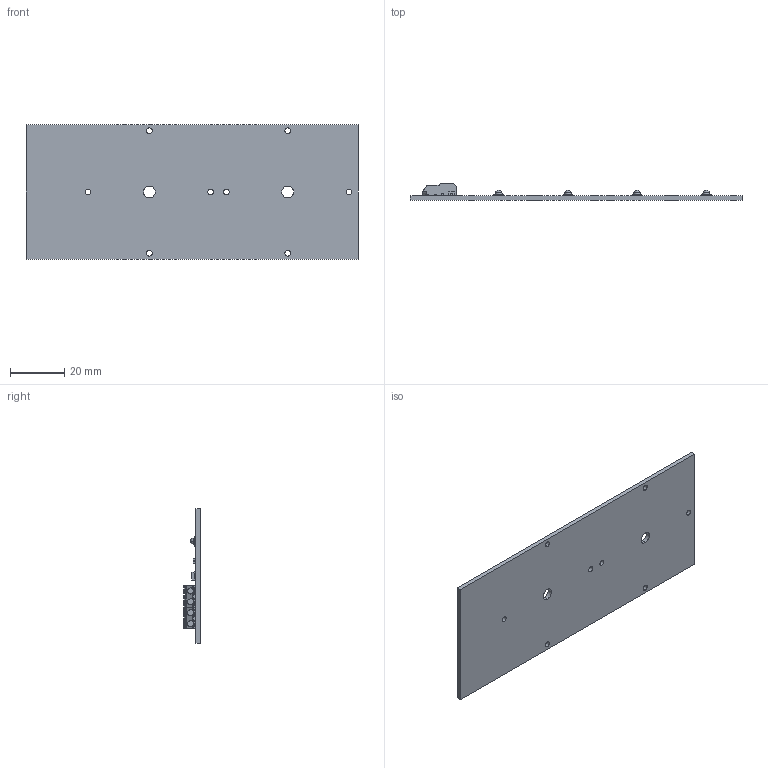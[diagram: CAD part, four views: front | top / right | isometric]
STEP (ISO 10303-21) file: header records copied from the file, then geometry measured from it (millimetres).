
FILE_DESCRIPTION (( 'STEP AP214' ), '1' );
FILE_NAME ('WU-M-541-8.STEP', '2016-06-28T12:35:37', ( 'Admin' ), ( 'Microsoft' ), 'SwSTEP 2.0', 'SolidWorks 2016', '' );
FILE_SCHEMA (( 'AUTOMOTIVE_DESIGN' ));
Length unit declared in the file: millimetre
Products named in the file (7): C0603K; R0603; SUB_SMA SS14L; Nichia NVSL219A; 2060-452; PCB-Base WU-M-541-8; WU-M-541-8
Assembly tree (16 placements, depth 2):
  WU-M-541-8
    PCB-Base WU-M-541-8
    2060-452  x2
    Nichia NVSL219A  x8
    SUB_SMA SS14L
    R0603  x2
    C0603K  x2
Bounding box: 121.9 x 6.1 x 49.5 mm (x, y, z)
Volume: 10251.9 mm3; surface area: 14129.6 mm2
Topology: 16 solids, 16 shells, 2233 faces, 5864 edges, 3880 vertices
Faces by surface type: plane 1492, cylinder 390, bspline 311, sphere 24, cone 16
Entity records: 58743 total; most frequent: CARTESIAN_POINT 17870, ORIENTED_EDGE 6380, DIRECTION 5129, EDGE_CURVE 3190, LINE 2349, VECTOR 2349, VERTEX_POINT 2111, AXIS2_PLACEMENT_3D 1390
